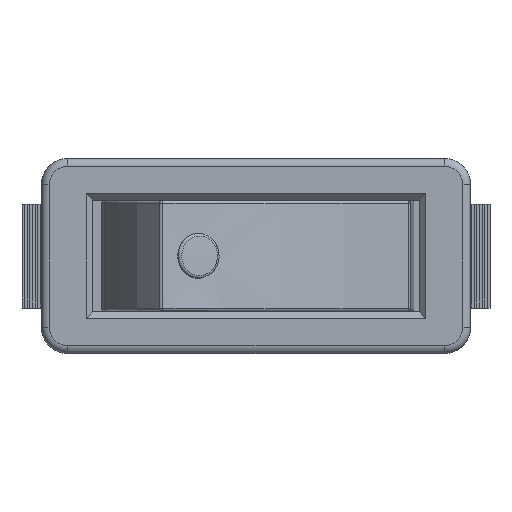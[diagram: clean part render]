
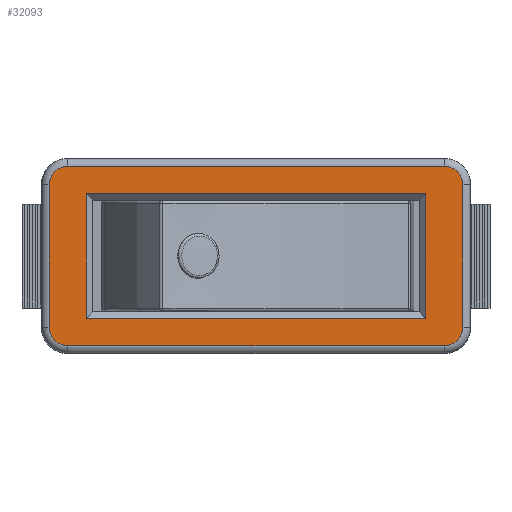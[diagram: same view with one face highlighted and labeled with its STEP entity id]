
A CAD part, top view. The second image highlights one B-rep face of the part: STEP entity #32093.
In plain terms, the highlighted planar face has unit normal (0, 0, 1).
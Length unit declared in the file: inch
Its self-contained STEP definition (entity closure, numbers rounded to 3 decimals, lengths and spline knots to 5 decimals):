
#31845=CARTESIAN_POINT('',(-0.51378,-0.18898,0.74803));
#31846=VERTEX_POINT('',#31845);
#31853=CARTESIAN_POINT('',(0.51378,-0.18898,0.74803));
#31854=VERTEX_POINT('',#31853);
#31855=CARTESIAN_POINT('',(-0.51378,-0.18898,0.74803));
#31856=DIRECTION('',(1.0,0.0,0.0));
#31857=VECTOR('',#31856,1.02756);
#31858=LINE('',#31855,#31857);
#31859=EDGE_CURVE('',#31846,#31854,#31858,.T.);
#31883=CARTESIAN_POINT('',(-0.51378,0.18898,0.74803));
#31884=VERTEX_POINT('',#31883);
#31891=CARTESIAN_POINT('',(-0.51378,0.18898,0.74803));
#31892=DIRECTION('',(0.0,-1.0,0.0));
#31893=VECTOR('',#31892,0.37795);
#31894=LINE('',#31891,#31893);
#31895=EDGE_CURVE('',#31884,#31846,#31894,.T.);
#31914=CARTESIAN_POINT('',(0.51378,0.18898,0.74803));
#31915=VERTEX_POINT('',#31914);
#31922=CARTESIAN_POINT('',(0.51378,0.18898,0.74803));
#31923=DIRECTION('',(-1.0,0.0,0.0));
#31924=VECTOR('',#31923,1.02756);
#31925=LINE('',#31922,#31924);
#31926=EDGE_CURVE('',#31915,#31884,#31925,.T.);
#31944=CARTESIAN_POINT('',(0.51378,-0.18898,0.74803));
#31945=DIRECTION('',(0.0,1.0,0.0));
#31946=VECTOR('',#31945,0.37795);
#31947=LINE('',#31944,#31946);
#31948=EDGE_CURVE('',#31854,#31915,#31947,.T.);
#32012=CARTESIAN_POINT('',(0.,0.,0.74803));
#32013=DIRECTION('',(0.0,0.0,1.0));
#32014=DIRECTION('',(1.0,0.0,0.0));
#32015=AXIS2_PLACEMENT_3D('',#32012,#32013,#32014);
#32016=PLANE('',#32015);
#32017=CARTESIAN_POINT('',(-0.62598,-0.21654,0.74803));
#32018=VERTEX_POINT('',#32017);
#32019=CARTESIAN_POINT('',(-0.62598,0.21654,0.74803));
#32020=VERTEX_POINT('',#32019);
#32021=CARTESIAN_POINT('',(-0.62598,-0.21654,0.74803));
#32022=DIRECTION('',(0.0,1.0,0.0));
#32023=VECTOR('',#32022,0.43307);
#32024=LINE('',#32021,#32023);
#32025=EDGE_CURVE('',#32018,#32020,#32024,.T.);
#32026=ORIENTED_EDGE('',*,*,#32025,.F.);
#32027=CARTESIAN_POINT('',(-0.57087,-0.27165,0.74803));
#32028=VERTEX_POINT('',#32027);
#32029=CARTESIAN_POINT('',(-0.57087,-0.21654,0.74803));
#32030=DIRECTION('',(0.0,0.0,-1.0));
#32031=DIRECTION('',(-0.707,-0.707,0.0));
#32032=AXIS2_PLACEMENT_3D('',#32029,#32030,#32031);
#32033=CIRCLE('',#32032,0.05512);
#32034=EDGE_CURVE('',#32028,#32018,#32033,.T.);
#32035=ORIENTED_EDGE('',*,*,#32034,.F.);
#32036=CARTESIAN_POINT('',(0.57087,-0.27165,0.74803));
#32037=VERTEX_POINT('',#32036);
#32038=CARTESIAN_POINT('',(0.57087,-0.27165,0.74803));
#32039=DIRECTION('',(-1.0,0.0,0.0));
#32040=VECTOR('',#32039,1.14173);
#32041=LINE('',#32038,#32040);
#32042=EDGE_CURVE('',#32037,#32028,#32041,.T.);
#32043=ORIENTED_EDGE('',*,*,#32042,.F.);
#32044=CARTESIAN_POINT('',(0.62598,-0.21654,0.74803));
#32045=VERTEX_POINT('',#32044);
#32046=CARTESIAN_POINT('',(0.57087,-0.21654,0.74803));
#32047=DIRECTION('',(0.0,0.0,-1.0));
#32048=DIRECTION('',(0.707,-0.707,0.0));
#32049=AXIS2_PLACEMENT_3D('',#32046,#32047,#32048);
#32050=CIRCLE('',#32049,0.05512);
#32051=EDGE_CURVE('',#32045,#32037,#32050,.T.);
#32052=ORIENTED_EDGE('',*,*,#32051,.F.);
#32053=CARTESIAN_POINT('',(0.62598,0.21654,0.74803));
#32054=VERTEX_POINT('',#32053);
#32055=CARTESIAN_POINT('',(0.62598,0.21654,0.74803));
#32056=DIRECTION('',(0.0,-1.0,0.0));
#32057=VECTOR('',#32056,0.43307);
#32058=LINE('',#32055,#32057);
#32059=EDGE_CURVE('',#32054,#32045,#32058,.T.);
#32060=ORIENTED_EDGE('',*,*,#32059,.F.);
#32061=CARTESIAN_POINT('',(0.57087,0.27165,0.74803));
#32062=VERTEX_POINT('',#32061);
#32063=CARTESIAN_POINT('',(0.57087,0.21654,0.74803));
#32064=DIRECTION('',(0.0,0.0,-1.0));
#32065=DIRECTION('',(0.707,0.707,0.0));
#32066=AXIS2_PLACEMENT_3D('',#32063,#32064,#32065);
#32067=CIRCLE('',#32066,0.05512);
#32068=EDGE_CURVE('',#32062,#32054,#32067,.T.);
#32069=ORIENTED_EDGE('',*,*,#32068,.F.);
#32070=CARTESIAN_POINT('',(-0.57087,0.27165,0.74803));
#32071=VERTEX_POINT('',#32070);
#32072=CARTESIAN_POINT('',(-0.57087,0.27165,0.74803));
#32073=DIRECTION('',(1.0,0.0,0.0));
#32074=VECTOR('',#32073,1.14173);
#32075=LINE('',#32072,#32074);
#32076=EDGE_CURVE('',#32071,#32062,#32075,.T.);
#32077=ORIENTED_EDGE('',*,*,#32076,.F.);
#32078=CARTESIAN_POINT('',(-0.57087,0.21654,0.74803));
#32079=DIRECTION('',(0.0,0.0,-1.0));
#32080=DIRECTION('',(-0.707,0.707,0.0));
#32081=AXIS2_PLACEMENT_3D('',#32078,#32079,#32080);
#32082=CIRCLE('',#32081,0.05512);
#32083=EDGE_CURVE('',#32020,#32071,#32082,.T.);
#32084=ORIENTED_EDGE('',*,*,#32083,.F.);
#32085=EDGE_LOOP('',(#32026,#32035,#32043,#32052,#32060,#32069,#32077,#32084));
#32086=FACE_OUTER_BOUND('',#32085,.T.);
#32087=ORIENTED_EDGE('',*,*,#31859,.F.);
#32088=ORIENTED_EDGE('',*,*,#31895,.F.);
#32089=ORIENTED_EDGE('',*,*,#31926,.F.);
#32090=ORIENTED_EDGE('',*,*,#31948,.F.);
#32091=EDGE_LOOP('',(#32087,#32088,#32089,#32090));
#32092=FACE_BOUND('',#32091,.T.);
#32093=ADVANCED_FACE('',(#32086,#32092),#32016,.T.);
